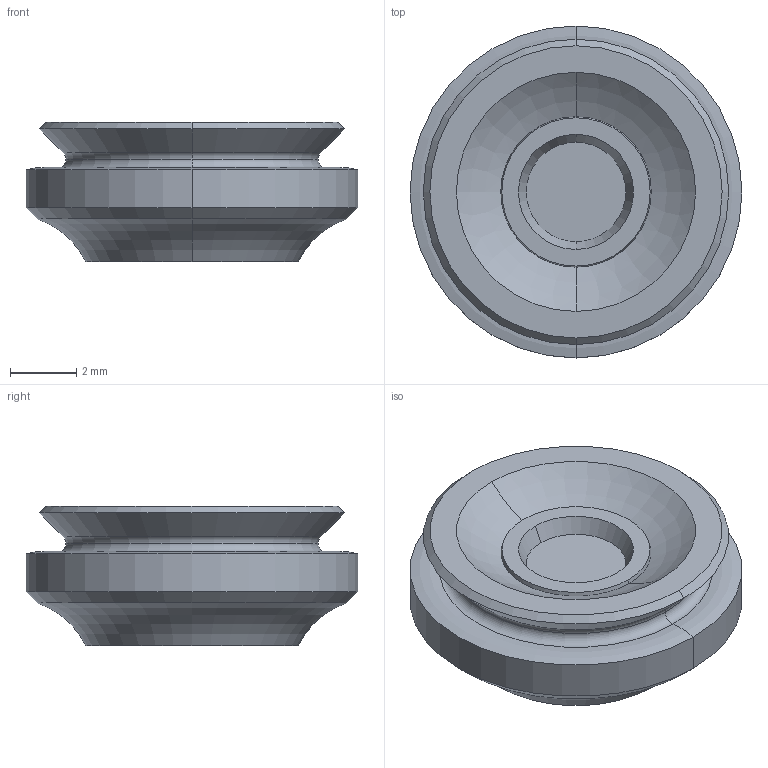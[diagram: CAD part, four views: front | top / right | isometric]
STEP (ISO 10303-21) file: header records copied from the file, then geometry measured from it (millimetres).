
FILE_DESCRIPTION (( 'STEP AP214' ), '1' );
FILE_NAME ('CC2SecondaryCap.STEP', '2025-05-22T14:38:47', ( '' ), ( '' ), 'SwSTEP 2.0', 'SolidWorks 2023', '' );
FILE_SCHEMA (( 'AUTOMOTIVE_DESIGN' ));
Length unit declared in the file: millimetre
Products named in the file (1): CC2SecondaryCap
Bounding box: 10 x 10 x 4.2 mm (x, y, z)
Volume: 189.9 mm3; surface area: 327.7 mm2
Topology: 1 solids, 2 shells, 43 faces, 92 edges, 56 vertices
Faces by surface type: torus 12, cone 10, cylinder 9, plane 7, bspline 5
Entity records: 2619 total; most frequent: CARTESIAN_POINT 1715, DIRECTION 187, ORIENTED_EDGE 184, EDGE_CURVE 92, AXIS2_PLACEMENT_3D 84, VERTEX_POINT 56, EDGE_LOOP 46, CIRCLE 45
